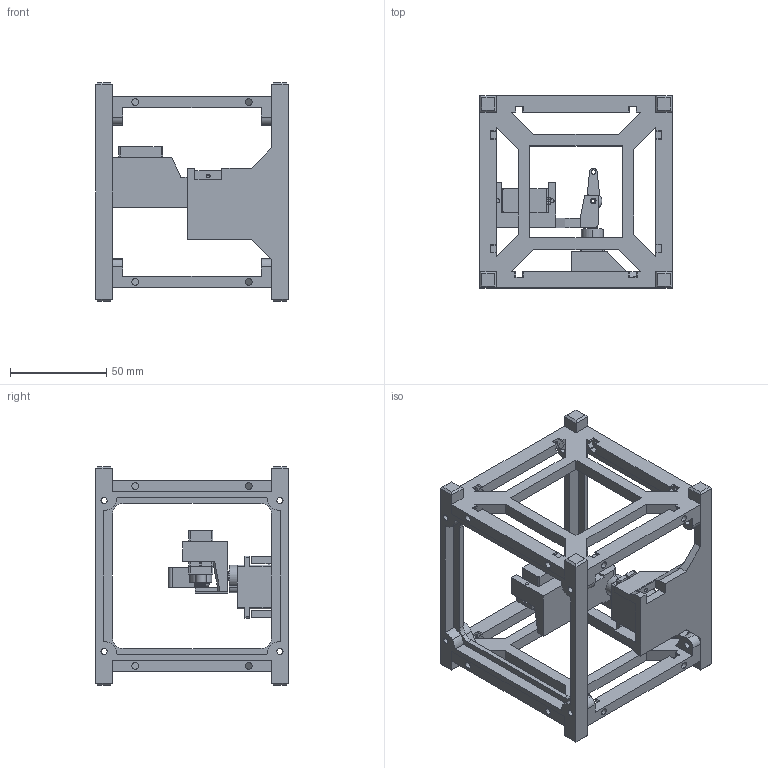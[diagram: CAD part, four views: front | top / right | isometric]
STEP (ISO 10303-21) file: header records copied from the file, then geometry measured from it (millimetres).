
FILE_DESCRIPTION (( 'STEP AP214' ), '1' );
FILE_NAME ('栖闉罻_砎槼瀔隮.STEP', '2026-02-08T20:51:02', ( '' ), ( '' ), 'SwSTEP 2.0', 'SolidWorks 2023', '' );
FILE_SCHEMA (( 'AUTOMOTIVE_DESIGN' ));
Length unit declared in the file: millimetre
Products named in the file (7): стенка перед; Сборка_Предпроф; качель сервы; качель лазер; стенка зад; серва; стенка(лево, право)
Assembly tree (8 placements, depth 2):
  Сборка_Предпроф
    стенка перед
    стенка(лево, право)  x2
    стенка зад
    серва  x2
    качель сервы
    качель лазер
Bounding box: 100 x 100 x 113.5 mm (x, y, z)
Volume: 129768.4 mm3; surface area: 79974.6 mm2
Topology: 9 solids, 9 shells, 906 faces, 2550 edges, 1676 vertices
Faces by surface type: plane 460, cylinder 362, bspline 60, torus 14, cone 10
Entity records: 22705 total; most frequent: CARTESIAN_POINT 6377, ORIENTED_EDGE 3484, DIRECTION 3230, EDGE_CURVE 1742, VERTEX_POINT 1140, AXIS2_PLACEMENT_3D 1081, VECTOR 1068, LINE 1068
